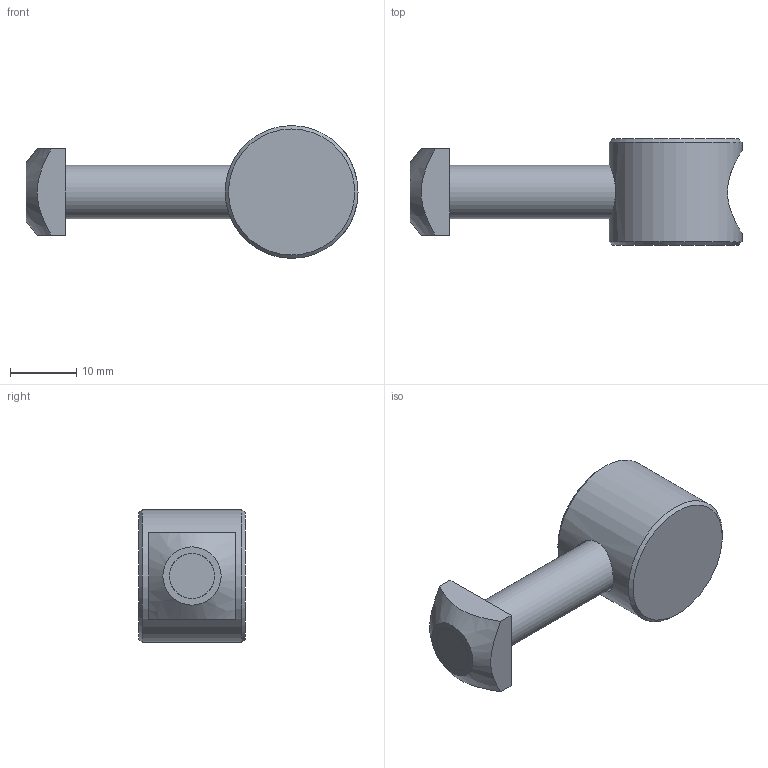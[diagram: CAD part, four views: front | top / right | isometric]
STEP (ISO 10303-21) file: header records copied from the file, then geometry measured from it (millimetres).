
FILE_DESCRIPTION(('STEP AP203'),'2;1');
FILE_NAME('30.102.00.stp','2011-03-21T16:20:23',(''),(''),'2009.3.110','THINKDESIGN','');
FILE_SCHEMA(('CONFIG_CONTROL_DESIGN'));
Length unit declared in the file: millimetre
Bounding box: 50 x 16 x 20 mm (x, y, z)
Volume: 6388.3 mm3; surface area: 4256.8 mm2
Topology: 3 solids, 3 shells, 30 faces, 77 edges, 55 vertices
Faces by surface type: plane 19, cylinder 6, bspline 5
Full cylindrical faces by diameter (mm): 6.75 x1, 8 x1, 8.5 x1, 12.5 x1, 13 x1, 20 x1
Entity records: 1213 total; most frequent: CARTESIAN_POINT 376, ORIENTED_EDGE 154, DIRECTION 149, EDGE_CURVE 77, AXIS2_PLACEMENT_3D 56, VERTEX_POINT 55, VECTOR 37, LINE 37
